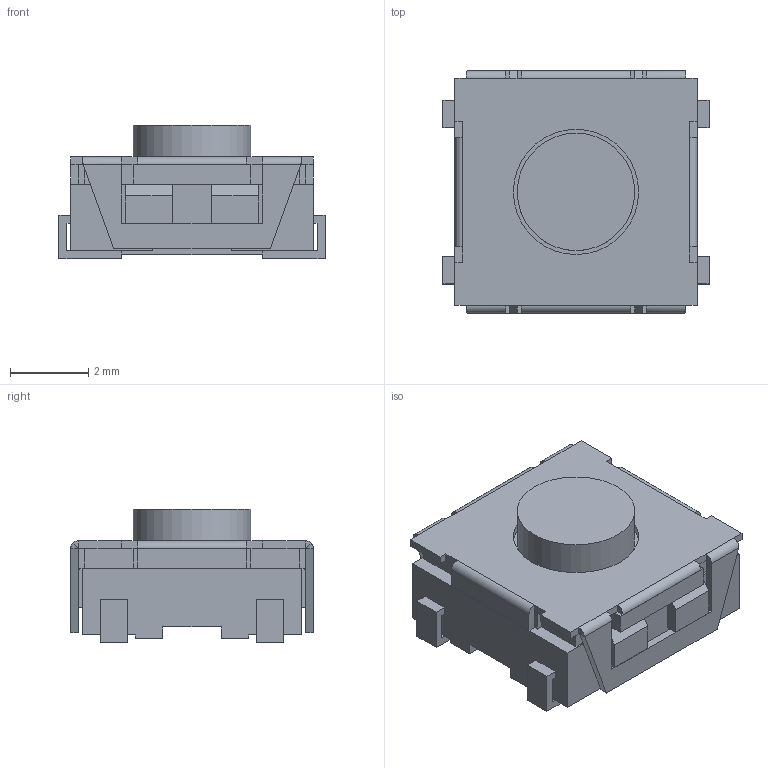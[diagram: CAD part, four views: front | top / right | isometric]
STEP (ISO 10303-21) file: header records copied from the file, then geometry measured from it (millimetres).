
FILE_DESCRIPTION( ( 'Unknown' ), '1' );
FILE_NAME( '4307x30xx8xx.stp', 'Unknown', ( 'Unknown' ), ( 'Unknown' ), 'PSStep 18.0.17', 'Unknown', ' ' );
FILE_SCHEMA( ( 'AUTOMOTIVE_DESIGN { 1 0 10303 214 1 1 1 1 }' ) );
Length unit declared in the file: millimetre
Products named in the file (5): Assem1; Body; spring; actuator_3_4; cover
Assembly tree (4 placements, depth 2):
  Assem1
    Body
    spring
    actuator_3_4
    cover
Bounding box: 6.8 x 6.2 x 3.4 mm (x, y, z)
Volume: 77.7 mm3; surface area: 379.6 mm2
Topology: 4 solids, 4 shells, 208 faces, 549 edges, 353 vertices
Faces by surface type: plane 178, cylinder 23, bspline 4, sphere 2, cone 1
Full cylindrical faces by diameter (mm): 2 x1, 3 x1, 3.2 x1, 4.5 x1, 5 x1
Entity records: 8008 total; most frequent: CARTESIAN_POINT 1153, ORIENTED_EDGE 1074, DIRECTION 996, EDGE_CURVE 537, LINE 480, VECTOR 480, VERTEX_POINT 351, AXIS2_PLACEMENT_3D 258
